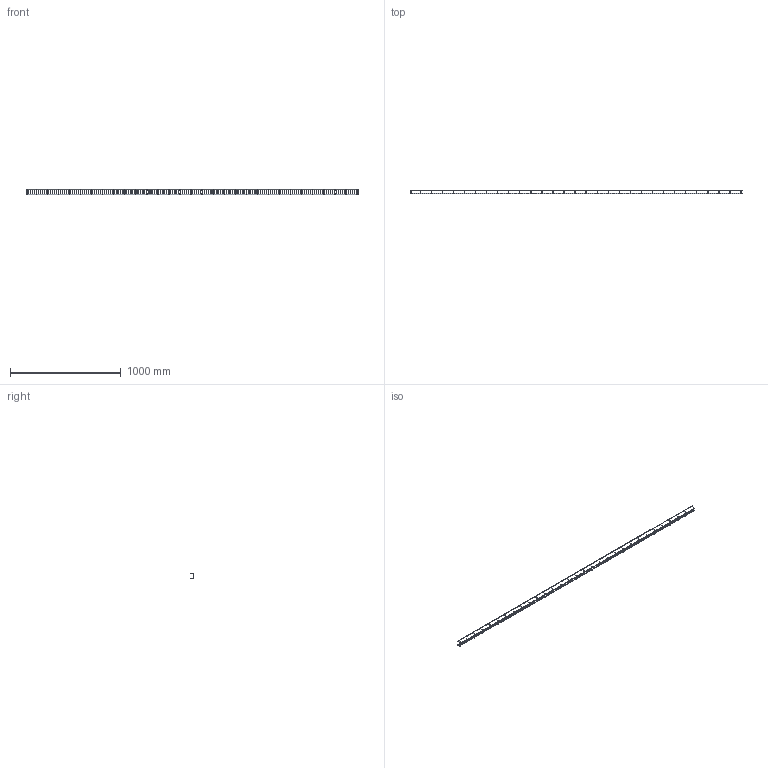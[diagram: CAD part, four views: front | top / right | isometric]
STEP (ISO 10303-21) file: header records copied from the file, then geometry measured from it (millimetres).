
FILE_DESCRIPTION (( 'STEP AP214' ), '1' );
FILE_NAME ('6000060.stp', '2016-07-14T06:48:50', ( '' ), ( '' ), 'SwSTEP 2.0', 'SolidWorks 2014', '' );
FILE_SCHEMA (( 'AUTOMOTIVE_DESIGN' ));
Length unit declared in the file: millimetre
Products named in the file (1): 6000060
Bounding box: 3001 x 33.41 x 52 mm (x, y, z)
Volume: 169757.1 mm3; surface area: 178059.4 mm2
Topology: 1 solids, 1 shells, 400 faces, 1304 edges, 784 vertices
Faces by surface type: cylinder 200, torus 128, plane 72
Entity records: 19974 total; most frequent: CARTESIAN_POINT 9109, ORIENTED_EDGE 2608, DIRECTION 2014, EDGE_CURVE 1304, AXIS2_PLACEMENT_3D 811, VERTEX_POINT 784, EDGE_LOOP 464, CIRCLE 410
